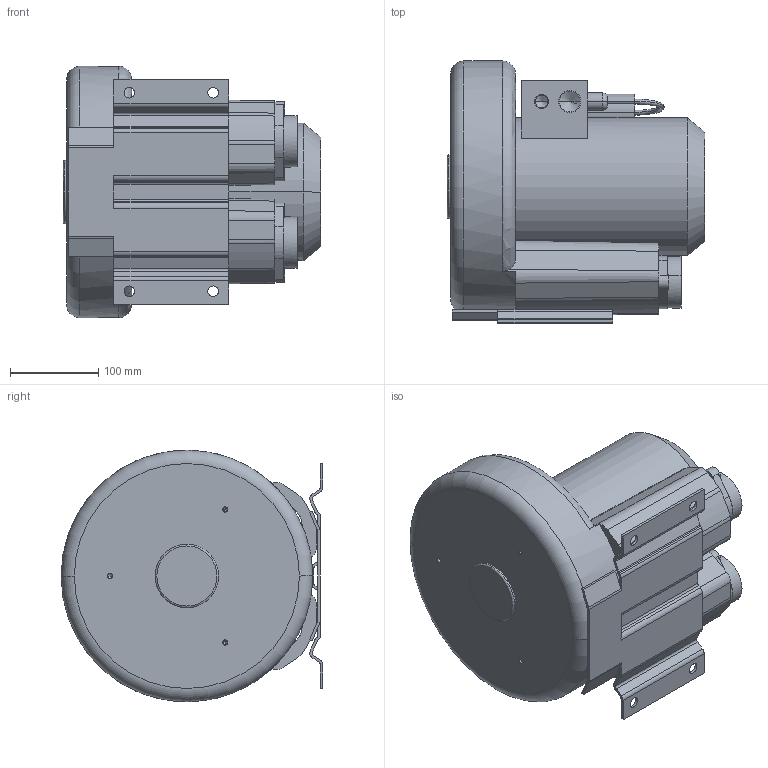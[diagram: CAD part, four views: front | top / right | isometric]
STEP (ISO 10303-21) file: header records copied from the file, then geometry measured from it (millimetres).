
FILE_DESCRIPTION((''),'2;1');
FILE_NAME('VSC0140_1MA800_1_GEWFL_ASM','2015-01-23T',('rnennstiel'),('vacuvane vacuum technology gmbh'),'PRO/ENGINEER BY PARAMETRIC TECHNOLOGY CORPORATION, 2010140','PRO/ENGINEER BY PARAMETRIC TECHNOLOGY CORPORATION, 2010140','');
FILE_SCHEMA(('AUTOMOTIVE_DESIGN_CC2 { 1 2 10303 214 -1 1 5 2 }'));
Length unit declared in the file: millimetre
Products named in the file (3): MD-000263; GEWINDEFLANSCH_1_1_2_ZOLL; VSC0140_1MA800_1_GEWFL_ASM
Assembly tree (3 placements, depth 2):
  VSC0140_1MA800_1_GEWFL_ASM
    MD-000263
    GEWINDEFLANSCH_1_1_2_ZOLL  x2
Bounding box: 292 x 296.7 x 285 mm (x, y, z)
Volume: 10494314.5 mm3; surface area: 621531.9 mm2
Topology: 3 solids, 20 shells, 1019 faces, 2798 edges, 1841 vertices
Faces by surface type: extrusion 414, plane 366, cylinder 182, cone 48, torus 7, bspline 2
Entity records: 34732 total; most frequent: CARTESIAN_POINT 10778, ORIENTED_EDGE 5296, DIRECTION 3796, EDGE_CURVE 2680, VERTEX_POINT 1783, VECTOR 1700, B_SPLINE_CURVE_WITH_KNOTS 1341, LINE 1286
